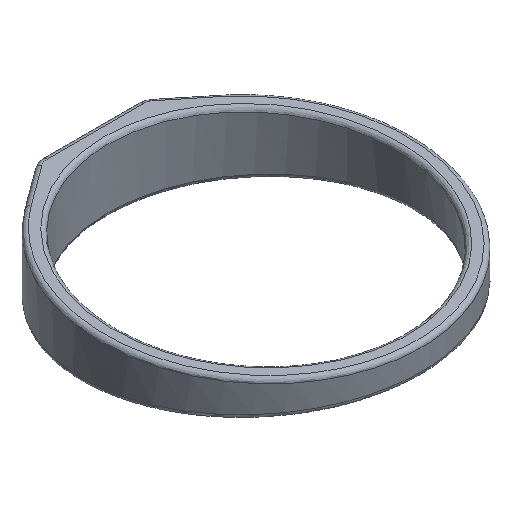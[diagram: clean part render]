
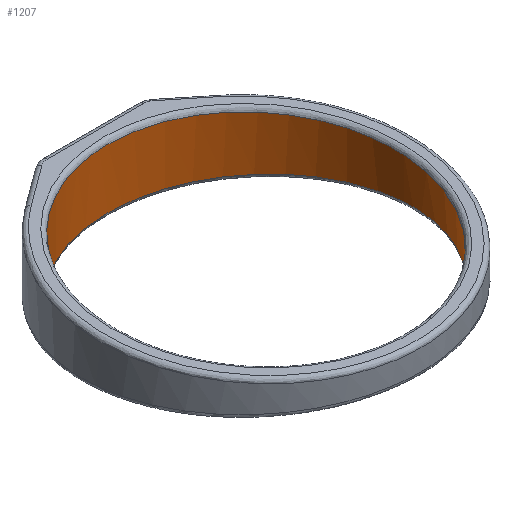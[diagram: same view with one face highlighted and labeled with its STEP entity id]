
A CAD part, isometric view. The second image highlights one B-rep face of the part: STEP entity #1207.
In plain terms, the highlighted free-form (B-spline) face has degree [2, 1] with [9, 2] control points.
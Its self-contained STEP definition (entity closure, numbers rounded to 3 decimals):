
#1027 = EDGE_CURVE('',#1028,#1030,#1032,.T.);
#1028 = VERTEX_POINT('',#1029);
#1029 = CARTESIAN_POINT('',(7.81,0.,
    -1.074));
#1030 = VERTEX_POINT('',#1031);
#1031 = CARTESIAN_POINT('',(0.,7.81,
    -1.565));
#1032 = ( BOUNDED_CURVE() B_SPLINE_CURVE(2,(#1033,#1034,#1035),
.UNSPECIFIED.,.F.,.F.) B_SPLINE_CURVE_WITH_KNOTS((3,3),(1.571,
3.142),.PIECEWISE_BEZIER_KNOTS.) CURVE() 
GEOMETRIC_REPRESENTATION_ITEM() RATIONAL_B_SPLINE_CURVE((1.,
0.707,1.)) REPRESENTATION_ITEM('') );
#1033 = CARTESIAN_POINT('',(7.81,0.,
    -1.074));
#1034 = CARTESIAN_POINT('',(7.81,7.81,-1.565)
  );
#1035 = CARTESIAN_POINT('',(0.,7.81,
    -1.565));
#1037 = EDGE_CURVE('',#1030,#1028,#1038,.T.);
#1038 = ( BOUNDED_CURVE() B_SPLINE_CURVE(2,(#1039,#1040,#1041,#1042,
#1043),.UNSPECIFIED.,.F.,.F.) B_SPLINE_CURVE_WITH_KNOTS((3,2,3),(
    3.142,5.498,7.854),
.PIECEWISE_BEZIER_KNOTS.) CURVE() GEOMETRIC_REPRESENTATION_ITEM() 
RATIONAL_B_SPLINE_CURVE((1.,0.383,1.,0.383,1.)) 
REPRESENTATION_ITEM('') );
#1039 = CARTESIAN_POINT('',(0.,7.81,
    -1.565));
#1040 = CARTESIAN_POINT('',(-18.856,7.81,
    -1.565));
#1041 = CARTESIAN_POINT('',(-5.523,-5.523,
    -0.726));
#1042 = CARTESIAN_POINT('',(7.81,-18.856,0.114
    ));
#1043 = CARTESIAN_POINT('',(7.81,0.,
    -1.074));
#1207 = ADVANCED_FACE('',(#1208),#1236,.F.);
#1208 = FACE_BOUND('',#1209,.F.);
#1209 = EDGE_LOOP('',(#1210,#1217,#1218,#1219,#1220,#1230));
#1210 = ORIENTED_EDGE('',*,*,#1211,.T.);
#1211 = EDGE_CURVE('',#1212,#1028,#1214,.T.);
#1212 = VERTEX_POINT('',#1213);
#1213 = CARTESIAN_POINT('',(7.81,0.,
    1.074));
#1214 = B_SPLINE_CURVE_WITH_KNOTS('',1,(#1215,#1216),.UNSPECIFIED.,.F.,
  .F.,(2,2),(-1.168,1.168),.PIECEWISE_BEZIER_KNOTS.);
#1215 = CARTESIAN_POINT('',(7.81,0.,
    1.074));
#1216 = CARTESIAN_POINT('',(7.81,0.,
    -1.074));
#1217 = ORIENTED_EDGE('',*,*,#1027,.T.);
#1218 = ORIENTED_EDGE('',*,*,#1037,.T.);
#1219 = ORIENTED_EDGE('',*,*,#1211,.F.);
#1220 = ORIENTED_EDGE('',*,*,#1221,.T.);
#1221 = EDGE_CURVE('',#1212,#1222,#1224,.T.);
#1222 = VERTEX_POINT('',#1223);
#1223 = CARTESIAN_POINT('',(0.,7.81,
    1.565));
#1224 = ( BOUNDED_CURVE() B_SPLINE_CURVE(2,(#1225,#1226,#1227,#1228,
#1229),.UNSPECIFIED.,.F.,.F.) B_SPLINE_CURVE_WITH_KNOTS((3,2,3),(
    4.712,7.069,9.425),
.PIECEWISE_BEZIER_KNOTS.) CURVE() GEOMETRIC_REPRESENTATION_ITEM() 
RATIONAL_B_SPLINE_CURVE((1.,0.383,1.,0.383,1.)) 
REPRESENTATION_ITEM('') );
#1225 = CARTESIAN_POINT('',(7.81,0.,
    1.074));
#1226 = CARTESIAN_POINT('',(7.81,-18.856,
    -0.114));
#1227 = CARTESIAN_POINT('',(-5.523,-5.523,
    0.726));
#1228 = CARTESIAN_POINT('',(-18.856,7.81,1.565
    ));
#1229 = CARTESIAN_POINT('',(0.,7.81,
    1.565));
#1230 = ORIENTED_EDGE('',*,*,#1231,.T.);
#1231 = EDGE_CURVE('',#1222,#1212,#1232,.T.);
#1232 = ( BOUNDED_CURVE() B_SPLINE_CURVE(2,(#1233,#1234,#1235),
.UNSPECIFIED.,.F.,.F.) B_SPLINE_CURVE_WITH_KNOTS((3,3),(3.142,
4.712),.PIECEWISE_BEZIER_KNOTS.) CURVE() 
GEOMETRIC_REPRESENTATION_ITEM() RATIONAL_B_SPLINE_CURVE((1.,
0.707,1.)) REPRESENTATION_ITEM('') );
#1233 = CARTESIAN_POINT('',(0.,7.81,
    1.565));
#1234 = CARTESIAN_POINT('',(7.81,7.81,1.565)
  );
#1235 = CARTESIAN_POINT('',(7.81,0.,
    1.074));
#1236 = ( BOUNDED_SURFACE() B_SPLINE_SURFACE(2,1,(
    (#1237,#1238)
    ,(#1239,#1240)
    ,(#1241,#1242)
    ,(#1243,#1244)
    ,(#1245,#1246)
    ,(#1247,#1248)
    ,(#1249,#1250)
    ,(#1251,#1252)
    ,(#1253,#1254
)),.UNSPECIFIED.,.T.,.F.,.F.) B_SPLINE_SURFACE_WITH_KNOTS((3,2,2,2,3),(2
    ,2),(3.142,4.189,6.283,8.378,
    9.425),(-1.704,1.704),.UNSPECIFIED.) 
GEOMETRIC_REPRESENTATION_ITEM() RATIONAL_B_SPLINE_SURFACE((
    (0.75,0.75)
    ,(0.75,0.75)
    ,(1.,1.)
    ,(0.5,0.5)
    ,(1.,1.)
    ,(0.5,0.5)
    ,(1.,1.)
    ,(0.75,0.75)
,(0.75,0.75))) REPRESENTATION_ITEM('') SURFACE() );
#1237 = CARTESIAN_POINT('',(7.81,0.,
    -1.566));
#1238 = CARTESIAN_POINT('',(7.81,0.,
    1.566));
#1239 = CARTESIAN_POINT('',(7.81,4.509,-1.566
    ));
#1240 = CARTESIAN_POINT('',(7.81,4.509,1.566)
  );
#1241 = CARTESIAN_POINT('',(3.905,6.764,-1.566
    ));
#1242 = CARTESIAN_POINT('',(3.905,6.764,1.566)
  );
#1243 = CARTESIAN_POINT('',(-7.81,13.528,
    -1.566));
#1244 = CARTESIAN_POINT('',(-7.81,13.528,
    1.566));
#1245 = CARTESIAN_POINT('',(-7.81,0.,-1.566));
#1246 = CARTESIAN_POINT('',(-7.81,0.,1.566));
#1247 = CARTESIAN_POINT('',(-7.81,-13.528,
    -1.566));
#1248 = CARTESIAN_POINT('',(-7.81,-13.528,
    1.566));
#1249 = CARTESIAN_POINT('',(3.905,-6.764,
    -1.566));
#1250 = CARTESIAN_POINT('',(3.905,-6.764,1.566
    ));
#1251 = CARTESIAN_POINT('',(7.81,-4.509,
    -1.566));
#1252 = CARTESIAN_POINT('',(7.81,-4.509,1.566
    ));
#1253 = CARTESIAN_POINT('',(7.81,0.,
    -1.566));
#1254 = CARTESIAN_POINT('',(7.81,0.,
    1.566));
